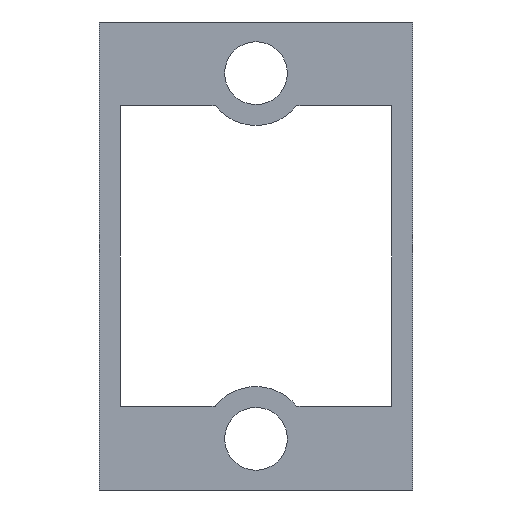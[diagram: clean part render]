
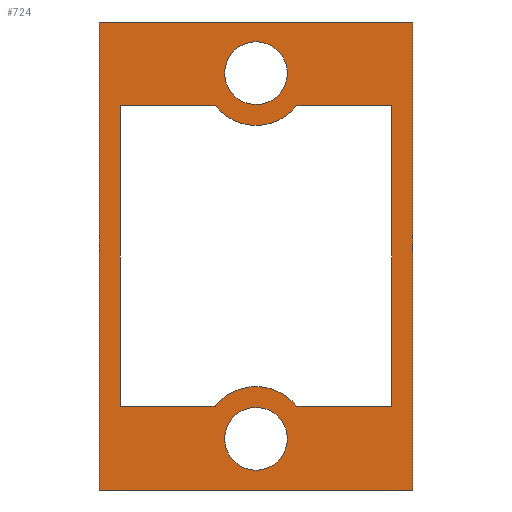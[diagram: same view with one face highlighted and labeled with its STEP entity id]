
A CAD part, front view. The second image highlights one B-rep face of the part: STEP entity #724.
In plain terms, the highlighted free-form (B-spline) face has degree [1, 1] with [2, 2] control points.
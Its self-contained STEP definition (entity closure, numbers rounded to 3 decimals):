
#120 = VERTEX_POINT('',#121);
#121 = CARTESIAN_POINT('',(10.43,0.,-5.493));
#126 = EDGE_CURVE('',#120,#127,#129,.T.);
#127 = VERTEX_POINT('',#128);
#128 = CARTESIAN_POINT('',(10.43,0.,-1.321));
#129 = ( BOUNDED_CURVE() B_SPLINE_CURVE(2,(#130,#131,#132,#133,#134),
.UNSPECIFIED.,.F.,.F.) B_SPLINE_CURVE_WITH_KNOTS((3,2,3),(3.142,
4.712,6.283),.PIECEWISE_BEZIER_KNOTS.) CURVE() 
GEOMETRIC_REPRESENTATION_ITEM() RATIONAL_B_SPLINE_CURVE((1.,
0.707,1.,0.707,1.)) REPRESENTATION_ITEM('') );
#130 = CARTESIAN_POINT('',(10.43,0.,-5.493));
#131 = CARTESIAN_POINT('',(8.344,0.,-5.493));
#132 = CARTESIAN_POINT('',(8.344,0.,-3.407));
#133 = CARTESIAN_POINT('',(8.344,0.,-1.321));
#134 = CARTESIAN_POINT('',(10.43,0.,-1.321));
#168 = VERTEX_POINT('',#169);
#169 = CARTESIAN_POINT('',(10.43,0.,-29.83));
#174 = EDGE_CURVE('',#168,#175,#177,.T.);
#175 = VERTEX_POINT('',#176);
#176 = CARTESIAN_POINT('',(10.43,0.,-25.658));
#177 = ( BOUNDED_CURVE() B_SPLINE_CURVE(2,(#178,#179,#180,#181,#182),
.UNSPECIFIED.,.F.,.F.) B_SPLINE_CURVE_WITH_KNOTS((3,2,3),(3.142,
4.712,6.283),.PIECEWISE_BEZIER_KNOTS.) CURVE() 
GEOMETRIC_REPRESENTATION_ITEM() RATIONAL_B_SPLINE_CURVE((1.,
0.707,1.,0.707,1.)) REPRESENTATION_ITEM('') );
#178 = CARTESIAN_POINT('',(10.43,0.,-29.83));
#179 = CARTESIAN_POINT('',(8.344,0.,-29.83));
#180 = CARTESIAN_POINT('',(8.344,0.,-27.744));
#181 = CARTESIAN_POINT('',(8.344,0.,-25.658));
#182 = CARTESIAN_POINT('',(10.43,0.,-25.658));
#224 = VERTEX_POINT('',#225);
#225 = CARTESIAN_POINT('',(10.43,0.,-6.884));
#230 = EDGE_CURVE('',#224,#231,#233,.T.);
#231 = VERTEX_POINT('',#232);
#232 = CARTESIAN_POINT('',(7.702,0.,-5.563));
#233 = ( BOUNDED_CURVE() B_SPLINE_CURVE(2,(#234,#235,#236),
.UNSPECIFIED.,.F.,.F.) B_SPLINE_CURVE_WITH_KNOTS((3,3),(3.142,
4.044),.PIECEWISE_BEZIER_KNOTS.) CURVE() 
GEOMETRIC_REPRESENTATION_ITEM() RATIONAL_B_SPLINE_CURVE((1.,0.9,1.)) 
REPRESENTATION_ITEM('') );
#234 = CARTESIAN_POINT('',(10.43,0.,-6.884));
#235 = CARTESIAN_POINT('',(8.746,0.,-6.884));
#236 = CARTESIAN_POINT('',(7.702,0.,-5.563));
#275 = EDGE_CURVE('',#276,#278,#280,.T.);
#276 = VERTEX_POINT('',#277);
#277 = CARTESIAN_POINT('',(0.,0.,0.));
#278 = VERTEX_POINT('',#279);
#279 = CARTESIAN_POINT('',(20.86,0.,0.));
#280 = B_SPLINE_CURVE_WITH_KNOTS('',1,(#281,#282),.UNSPECIFIED.,.F.,.F.,
  (2,2),(0.,15.),.PIECEWISE_BEZIER_KNOTS.);
#281 = CARTESIAN_POINT('',(0.,0.,0.));
#282 = CARTESIAN_POINT('',(20.86,0.,0.));
#311 = EDGE_CURVE('',#278,#312,#314,.T.);
#312 = VERTEX_POINT('',#313);
#313 = CARTESIAN_POINT('',(20.86,0.,-31.151));
#314 = B_SPLINE_CURVE_WITH_KNOTS('',1,(#315,#316),.UNSPECIFIED.,.F.,.F.,
  (2,2),(0.,22.4),.PIECEWISE_BEZIER_KNOTS.);
#315 = CARTESIAN_POINT('',(20.86,0.,0.));
#316 = CARTESIAN_POINT('',(20.86,0.,-31.151));
#339 = EDGE_CURVE('',#340,#312,#342,.T.);
#340 = VERTEX_POINT('',#341);
#341 = CARTESIAN_POINT('',(0.,0.,-31.151));
#342 = B_SPLINE_CURVE_WITH_KNOTS('',1,(#343,#344),.UNSPECIFIED.,.F.,.F.,
  (2,2),(0.,15.),.PIECEWISE_BEZIER_KNOTS.);
#343 = CARTESIAN_POINT('',(0.,0.,-31.151));
#344 = CARTESIAN_POINT('',(20.86,0.,-31.151));
#378 = EDGE_CURVE('',#379,#381,#383,.T.);
#379 = VERTEX_POINT('',#380);
#380 = CARTESIAN_POINT('',(13.158,0.,-5.563));
#381 = VERTEX_POINT('',#382);
#382 = CARTESIAN_POINT('',(19.47,0.,-5.563));
#383 = B_SPLINE_CURVE_WITH_KNOTS('',1,(#384,#385),.UNSPECIFIED.,.F.,.F.,
  (2,2),(9.462,14.),.PIECEWISE_BEZIER_KNOTS.);
#384 = CARTESIAN_POINT('',(13.158,0.,-5.563));
#385 = CARTESIAN_POINT('',(19.47,0.,-5.563));
#422 = EDGE_CURVE('',#379,#224,#423,.T.);
#423 = ( BOUNDED_CURVE() B_SPLINE_CURVE(2,(#424,#425,#426),
.UNSPECIFIED.,.F.,.F.) B_SPLINE_CURVE_WITH_KNOTS((3,3),(2.24,
3.142),.PIECEWISE_BEZIER_KNOTS.) CURVE() 
GEOMETRIC_REPRESENTATION_ITEM() RATIONAL_B_SPLINE_CURVE((1.,0.9,1.)) 
REPRESENTATION_ITEM('') );
#424 = CARTESIAN_POINT('',(13.158,0.,-5.563));
#425 = CARTESIAN_POINT('',(12.114,0.,-6.884));
#426 = CARTESIAN_POINT('',(10.43,0.,-6.884));
#449 = EDGE_CURVE('',#450,#231,#452,.T.);
#450 = VERTEX_POINT('',#451);
#451 = CARTESIAN_POINT('',(1.391,0.,-5.563));
#452 = B_SPLINE_CURVE_WITH_KNOTS('',1,(#453,#454),.UNSPECIFIED.,.F.,.F.,
  (2,2),(1.,5.538),.PIECEWISE_BEZIER_KNOTS.);
#453 = CARTESIAN_POINT('',(1.391,0.,-5.563));
#454 = CARTESIAN_POINT('',(7.702,0.,-5.563));
#477 = EDGE_CURVE('',#450,#478,#480,.T.);
#478 = VERTEX_POINT('',#479);
#479 = CARTESIAN_POINT('',(1.391,0.,-25.589));
#480 = B_SPLINE_CURVE_WITH_KNOTS('',1,(#481,#482),.UNSPECIFIED.,.F.,.F.,
  (2,2),(4.,18.4),.PIECEWISE_BEZIER_KNOTS.);
#481 = CARTESIAN_POINT('',(1.391,0.,-5.563));
#482 = CARTESIAN_POINT('',(1.391,0.,-25.589));
#505 = EDGE_CURVE('',#478,#506,#508,.T.);
#506 = VERTEX_POINT('',#507);
#507 = CARTESIAN_POINT('',(7.702,0.,-25.589));
#508 = B_SPLINE_CURVE_WITH_KNOTS('',1,(#509,#510),.UNSPECIFIED.,.F.,.F.,
  (2,2),(1.,5.538),.PIECEWISE_BEZIER_KNOTS.);
#509 = CARTESIAN_POINT('',(1.391,0.,-25.589));
#510 = CARTESIAN_POINT('',(7.702,0.,-25.589));
#533 = EDGE_CURVE('',#506,#534,#536,.T.);
#534 = VERTEX_POINT('',#535);
#535 = CARTESIAN_POINT('',(13.158,0.,-25.589));
#536 = ( BOUNDED_CURVE() B_SPLINE_CURVE(2,(#537,#538,#539),
.UNSPECIFIED.,.F.,.F.) B_SPLINE_CURVE_WITH_KNOTS((3,3),(5.381,
7.185),.PIECEWISE_BEZIER_KNOTS.) CURVE() 
GEOMETRIC_REPRESENTATION_ITEM() RATIONAL_B_SPLINE_CURVE((1.,0.62,1.)) 
REPRESENTATION_ITEM('') );
#537 = CARTESIAN_POINT('',(7.702,0.,-25.589));
#538 = CARTESIAN_POINT('',(10.43,0.,-22.137));
#539 = CARTESIAN_POINT('',(13.158,0.,-25.589));
#565 = EDGE_CURVE('',#534,#566,#568,.T.);
#566 = VERTEX_POINT('',#567);
#567 = CARTESIAN_POINT('',(19.47,0.,-25.589));
#568 = B_SPLINE_CURVE_WITH_KNOTS('',1,(#569,#570),.UNSPECIFIED.,.F.,.F.,
  (2,2),(9.462,14.),.PIECEWISE_BEZIER_KNOTS.);
#569 = CARTESIAN_POINT('',(13.158,0.,-25.589));
#570 = CARTESIAN_POINT('',(19.47,0.,-25.589));
#593 = EDGE_CURVE('',#276,#340,#594,.T.);
#594 = B_SPLINE_CURVE_WITH_KNOTS('',1,(#595,#596),.UNSPECIFIED.,.F.,.F.,
  (2,2),(0.,22.4),.PIECEWISE_BEZIER_KNOTS.);
#595 = CARTESIAN_POINT('',(0.,0.,0.));
#596 = CARTESIAN_POINT('',(0.,0.,-31.151));
#613 = EDGE_CURVE('',#175,#168,#614,.T.);
#614 = ( BOUNDED_CURVE() B_SPLINE_CURVE(2,(#615,#616,#617,#618,#619),
.UNSPECIFIED.,.F.,.F.) B_SPLINE_CURVE_WITH_KNOTS((3,2,3),(0.,
1.571,3.142),.PIECEWISE_BEZIER_KNOTS.) CURVE() 
GEOMETRIC_REPRESENTATION_ITEM() RATIONAL_B_SPLINE_CURVE((1.,
0.707,1.,0.707,1.)) REPRESENTATION_ITEM('') );
#615 = CARTESIAN_POINT('',(10.43,0.,-25.658));
#616 = CARTESIAN_POINT('',(12.516,0.,-25.658));
#617 = CARTESIAN_POINT('',(12.516,0.,-27.744));
#618 = CARTESIAN_POINT('',(12.516,0.,-29.83));
#619 = CARTESIAN_POINT('',(10.43,0.,-29.83));
#645 = EDGE_CURVE('',#381,#566,#646,.T.);
#646 = B_SPLINE_CURVE_WITH_KNOTS('',1,(#647,#648),.UNSPECIFIED.,.F.,.F.,
  (2,2),(4.,18.4),.PIECEWISE_BEZIER_KNOTS.);
#647 = CARTESIAN_POINT('',(19.47,0.,-5.563));
#648 = CARTESIAN_POINT('',(19.47,0.,-25.589));
#665 = EDGE_CURVE('',#127,#120,#666,.T.);
#666 = ( BOUNDED_CURVE() B_SPLINE_CURVE(2,(#667,#668,#669,#670,#671),
.UNSPECIFIED.,.F.,.F.) B_SPLINE_CURVE_WITH_KNOTS((3,2,3),(0.,
1.571,3.142),.PIECEWISE_BEZIER_KNOTS.) CURVE() 
GEOMETRIC_REPRESENTATION_ITEM() RATIONAL_B_SPLINE_CURVE((1.,
0.707,1.,0.707,1.)) REPRESENTATION_ITEM('') );
#667 = CARTESIAN_POINT('',(10.43,0.,-1.321));
#668 = CARTESIAN_POINT('',(12.516,0.,-1.321));
#669 = CARTESIAN_POINT('',(12.516,0.,-3.407));
#670 = CARTESIAN_POINT('',(12.516,0.,-5.493));
#671 = CARTESIAN_POINT('',(10.43,0.,-5.493));
#724 = ADVANCED_FACE('',(#725,#736,#740,#746),#750,.F.);
#725 = FACE_BOUND('',#726,.T.);
#726 = EDGE_LOOP('',(#727,#728,#729,#730,#731,#732,#733,#734,#735));
#727 = ORIENTED_EDGE('',*,*,#378,.T.);
#728 = ORIENTED_EDGE('',*,*,#645,.T.);
#729 = ORIENTED_EDGE('',*,*,#565,.F.);
#730 = ORIENTED_EDGE('',*,*,#533,.F.);
#731 = ORIENTED_EDGE('',*,*,#505,.F.);
#732 = ORIENTED_EDGE('',*,*,#477,.F.);
#733 = ORIENTED_EDGE('',*,*,#449,.T.);
#734 = ORIENTED_EDGE('',*,*,#230,.F.);
#735 = ORIENTED_EDGE('',*,*,#422,.F.);
#736 = FACE_BOUND('',#737,.T.);
#737 = EDGE_LOOP('',(#738,#739));
#738 = ORIENTED_EDGE('',*,*,#174,.T.);
#739 = ORIENTED_EDGE('',*,*,#613,.T.);
#740 = FACE_BOUND('',#741,.T.);
#741 = EDGE_LOOP('',(#742,#743,#744,#745));
#742 = ORIENTED_EDGE('',*,*,#275,.F.);
#743 = ORIENTED_EDGE('',*,*,#593,.T.);
#744 = ORIENTED_EDGE('',*,*,#339,.T.);
#745 = ORIENTED_EDGE('',*,*,#311,.F.);
#746 = FACE_BOUND('',#747,.T.);
#747 = EDGE_LOOP('',(#748,#749));
#748 = ORIENTED_EDGE('',*,*,#126,.T.);
#749 = ORIENTED_EDGE('',*,*,#665,.T.);
#750 = B_SPLINE_SURFACE_WITH_KNOTS('',1,1,(
    (#751,#752)
    ,(#753,#754
    )),.UNSPECIFIED.,.F.,.F.,.F.,(2,2),(2,2),(-22.4,0.),(
    0.,15.),.PIECEWISE_BEZIER_KNOTS.);
#751 = CARTESIAN_POINT('',(0.,0.,-31.151));
#752 = CARTESIAN_POINT('',(20.86,0.,-31.151));
#753 = CARTESIAN_POINT('',(0.,0.,0.));
#754 = CARTESIAN_POINT('',(20.86,0.,0.));
